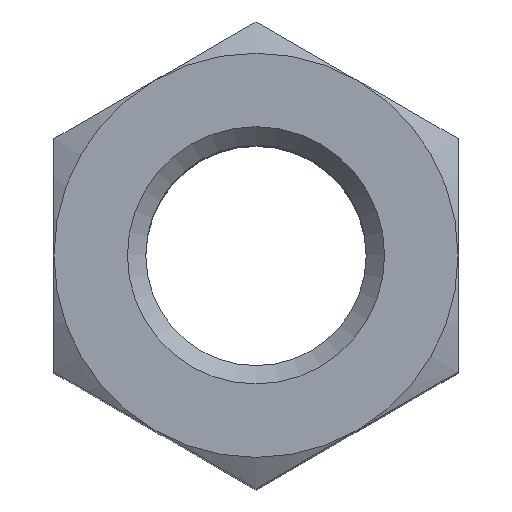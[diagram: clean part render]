
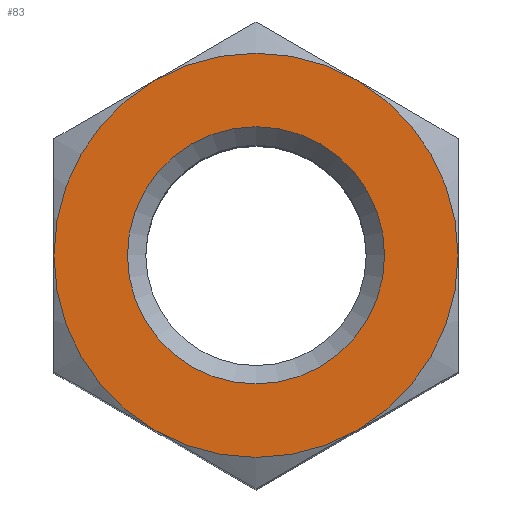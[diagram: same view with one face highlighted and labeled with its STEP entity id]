
A CAD part, top view. The second image highlights one B-rep face of the part: STEP entity #83.
In plain terms, the highlighted planar face has unit normal (0, 0, 1).
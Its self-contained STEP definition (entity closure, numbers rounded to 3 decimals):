
#83 = ADVANCED_FACE( '', ( #200, #201 ), #202, .F. );
#200 = FACE_BOUND( '', #491, .T. );
#201 = FACE_OUTER_BOUND( '', #492, .T. );
#202 = PLANE( '', #493 );
#491 = EDGE_LOOP( '', ( #815 ) );
#492 = EDGE_LOOP( '', ( #816, #817, #818, #819, #820, #821 ) );
#493 = AXIS2_PLACEMENT_3D( '', #822, #823, #824 );
#815 = ORIENTED_EDGE( '', *, *, #1325, .T. );
#816 = ORIENTED_EDGE( '', *, *, #1328, .F. );
#817 = ORIENTED_EDGE( '', *, *, #1347, .F. );
#818 = ORIENTED_EDGE( '', *, *, #1348, .F. );
#819 = ORIENTED_EDGE( '', *, *, #1349, .F. );
#820 = ORIENTED_EDGE( '', *, *, #1350, .F. );
#821 = ORIENTED_EDGE( '', *, *, #1351, .F. );
#822 = CARTESIAN_POINT( '', ( -11., -6.351, 42. ) );
#823 = DIRECTION( '', ( 0., 0., -1. ) );
#824 = DIRECTION( '', ( -1., 0., 0. ) );
#1325 = EDGE_CURVE( '', #1454, #1454, #1455, .T. );
#1328 = EDGE_CURVE( '', #1459, #1457, #1461, .T. );
#1347 = EDGE_CURVE( '', #1494, #1459, #1495, .T. );
#1348 = EDGE_CURVE( '', #1496, #1494, #1497, .T. );
#1349 = EDGE_CURVE( '', #1498, #1496, #1499, .T. );
#1350 = EDGE_CURVE( '', #1500, #1498, #1501, .T. );
#1351 = EDGE_CURVE( '', #1457, #1500, #1502, .T. );
#1454 = VERTEX_POINT( '', #1688 );
#1455 = CIRCLE( '', #1689, 7. );
#1457 = VERTEX_POINT( '', #1691 );
#1459 = VERTEX_POINT( '', #1698 );
#1461 = CIRCLE( '', #1707, 11. );
#1494 = VERTEX_POINT( '', #1779 );
#1495 = CIRCLE( '', #1780, 11. );
#1496 = VERTEX_POINT( '', #1781 );
#1497 = CIRCLE( '', #1782, 11. );
#1498 = VERTEX_POINT( '', #1783 );
#1499 = CIRCLE( '', #1784, 11. );
#1500 = VERTEX_POINT( '', #1785 );
#1501 = CIRCLE( '', #1786, 11. );
#1502 = CIRCLE( '', #1787, 11. );
#1688 = CARTESIAN_POINT( '', ( -7., 0., 42. ) );
#1689 = AXIS2_PLACEMENT_3D( '', #2075, #2076, #2077 );
#1691 = CARTESIAN_POINT( '', ( 5.5, 9.526, 42. ) );
#1698 = CARTESIAN_POINT( '', ( -5.5, 9.526, 42. ) );
#1707 = AXIS2_PLACEMENT_3D( '', #2078, #2079, #2080 );
#1779 = CARTESIAN_POINT( '', ( -11., 0., 42. ) );
#1780 = AXIS2_PLACEMENT_3D( '', #2111, #2112, #2113 );
#1781 = CARTESIAN_POINT( '', ( -5.5, -9.526, 42. ) );
#1782 = AXIS2_PLACEMENT_3D( '', #2114, #2115, #2116 );
#1783 = CARTESIAN_POINT( '', ( 5.5, -9.526, 42. ) );
#1784 = AXIS2_PLACEMENT_3D( '', #2117, #2118, #2119 );
#1785 = CARTESIAN_POINT( '', ( 11., 0., 42. ) );
#1786 = AXIS2_PLACEMENT_3D( '', #2120, #2121, #2122 );
#1787 = AXIS2_PLACEMENT_3D( '', #2123, #2124, #2125 );
#2075 = CARTESIAN_POINT( '', ( 0., 0., 42. ) );
#2076 = DIRECTION( '', ( 0., 0., -1. ) );
#2077 = DIRECTION( '', ( -1., 0., 0. ) );
#2078 = CARTESIAN_POINT( '', ( 0., 0., 42. ) );
#2079 = DIRECTION( '', ( 0., 0., -1. ) );
#2080 = DIRECTION( '', ( -1., 0., 0. ) );
#2111 = CARTESIAN_POINT( '', ( 0., 0., 42. ) );
#2112 = DIRECTION( '', ( 0., 0., -1. ) );
#2113 = DIRECTION( '', ( -1., 0., 0. ) );
#2114 = CARTESIAN_POINT( '', ( 0., 0., 42. ) );
#2115 = DIRECTION( '', ( 0., 0., -1. ) );
#2116 = DIRECTION( '', ( -1., 0., 0. ) );
#2117 = CARTESIAN_POINT( '', ( 0., 0., 42. ) );
#2118 = DIRECTION( '', ( 0., 0., -1. ) );
#2119 = DIRECTION( '', ( -1., 0., 0. ) );
#2120 = CARTESIAN_POINT( '', ( 0., 0., 42. ) );
#2121 = DIRECTION( '', ( 0., 0., -1. ) );
#2122 = DIRECTION( '', ( -1., 0., 0. ) );
#2123 = CARTESIAN_POINT( '', ( 0., 0., 42. ) );
#2124 = DIRECTION( '', ( 0., 0., -1. ) );
#2125 = DIRECTION( '', ( -1., 0., 0. ) );
